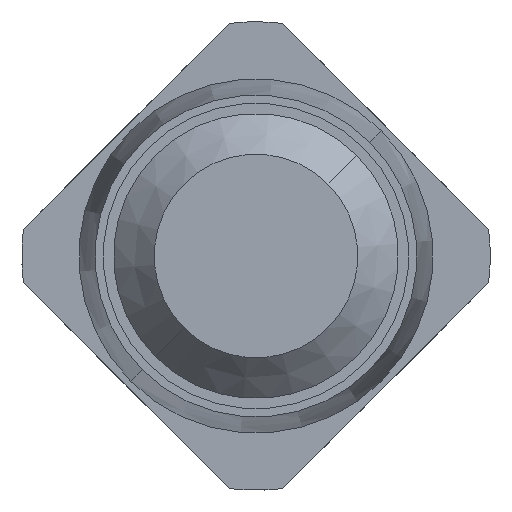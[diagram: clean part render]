
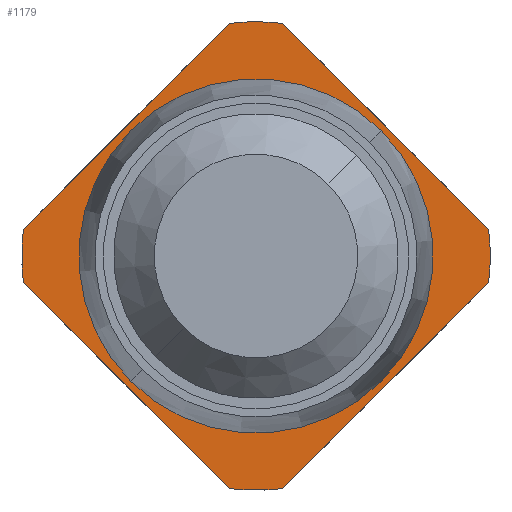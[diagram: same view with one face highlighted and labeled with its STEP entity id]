
A CAD part, front view. The second image highlights one B-rep face of the part: STEP entity #1179.
In plain terms, the highlighted planar face has unit normal (0, -1, 0).
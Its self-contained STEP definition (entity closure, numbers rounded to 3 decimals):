
#10 = FACE_BOUND ( 'NONE', #855, .T. ) ;
#22 = LINE ( 'NONE', #1301, #4335 ) ;
#118 = EDGE_CURVE ( 'Defeature ausgef�hrt4_22+Defeature ausgef�hrt4_14+Defeature ausgef�hrt4_13+Defeature ausgef�hrt4_11', #3492, #4860, #22, .T. ) ;
#233 = VECTOR ( 'NONE', #4159, 1000. ) ;
#255 = DIRECTION ( 'NONE',  ( 0., 1., 0. ) ) ;
#297 = CIRCLE ( 'NONE', #469, 0.575 ) ;
#330 = VERTEX_POINT ( 'NONE', #4556 ) ;
#357 = AXIS2_PLACEMENT_3D ( 'NONE', #1496, #255, #1878 ) ;
#469 = AXIS2_PLACEMENT_3D ( 'NONE', #4704, #3212, #1658 ) ;
#543 = LINE ( 'NONE', #3402, #233 ) ;
#642 = ORIENTED_EDGE ( 'NONE', *, *, #2789, .F. ) ;
#698 = ORIENTED_EDGE ( 'NONE', *, *, #2616, .F. ) ;
#745 = EDGE_CURVE ( 'Defeature ausgef�hrt4_12+Defeature ausgef�hrt4_14+Defeature ausgef�hrt4_24+Defeature ausgef�hrt4_23', #2900, #3854, #1280, .T. ) ;
#775 = CARTESIAN_POINT ( 'NONE',  ( 0.407, -2.9, -0.407 ) ) ;
#776 = DIRECTION ( 'NONE',  ( 0., 1., 0. ) ) ;
#855 = EDGE_LOOP ( 'NONE', ( #4144, #3541 ) ) ;
#885 = CARTESIAN_POINT ( 'NONE',  ( -0.571, -2.9, 0.065 ) ) ;
#942 = DIRECTION ( 'NONE',  ( 0.707, 0., 0.707 ) ) ;
#1109 = CARTESIAN_POINT ( 'NONE',  ( 0., -2.9, 0. ) ) ;
#1179 = ADVANCED_FACE ( 'Defeature ausgef�hrt4_14', ( #10, #2572 ), #4613, .F. ) ;
#1204 = CARTESIAN_POINT ( 'NONE',  ( 0., -2.9, 0. ) ) ;
#1226 = DIRECTION ( 'NONE',  ( 0.707, 0., 0.707 ) ) ;
#1280 = CIRCLE ( 'NONE', #3808, 0.575 ) ;
#1293 = ORIENTED_EDGE ( 'NONE', *, *, #4069, .F. ) ;
#1301 = CARTESIAN_POINT ( 'NONE',  ( 0.725, -2.9, -0.088 ) ) ;
#1392 = VERTEX_POINT ( 'NONE', #2858 ) ;
#1496 = CARTESIAN_POINT ( 'NONE',  ( 0., -2.9, 0. ) ) ;
#1534 = DIRECTION ( 'NONE',  ( 0.707, 0., 0.707 ) ) ;
#1658 = DIRECTION ( 'NONE',  ( 0.707, 0., 0.707 ) ) ;
#1666 = CARTESIAN_POINT ( 'NONE',  ( -0.065, -2.9, -0.571 ) ) ;
#1667 = EDGE_CURVE ( 'Defeature ausgef�hrt4_25+Defeature ausgef�hrt4_14+Defeature ausgef�hrt4_11+Defeature ausgef�hrt4_10', #4751, #330, #4724, .T. ) ;
#1801 = ORIENTED_EDGE ( 'NONE', *, *, #3328, .F. ) ;
#1804 = ORIENTED_EDGE ( 'NONE', *, *, #118, .F. ) ;
#1878 = DIRECTION ( 'NONE',  ( 0.707, 0., 0.707 ) ) ;
#1959 = DIRECTION ( 'NONE',  ( 0.707, 0., 0.707 ) ) ;
#2087 = DIRECTION ( 'NONE',  ( -0.707, 0., -0.707 ) ) ;
#2142 = CIRCLE ( 'NONE', #2853, 0.435 ) ;
#2196 = DIRECTION ( 'NONE',  ( 0.707, 0., 0.707 ) ) ;
#2248 = DIRECTION ( 'NONE',  ( 0., 1., 0. ) ) ;
#2250 = CARTESIAN_POINT ( 'NONE',  ( 0.571, -2.9, -0.065 ) ) ;
#2436 = DIRECTION ( 'NONE',  ( -0.707, 0., 0.707 ) ) ;
#2572 = FACE_OUTER_BOUND ( 'NONE', #3787, .T. ) ;
#2616 = EDGE_CURVE ( 'Defeature ausgef�hrt4_10+Defeature ausgef�hrt4_14+Defeature ausgef�hrt4_25+Defeature ausgef�hrt4_24', #330, #3302, #2870, .T. ) ;
#2709 = DIRECTION ( 'NONE',  ( 0., 1., 0. ) ) ;
#2733 = EDGE_CURVE ( 'Defeature ausgef�hrt4_14+Defeature ausgef�hrt4_19+Defeature ausgef�hrt4_19+Defeature ausgef�hrt4_19', #3050, #3427, #2142, .T. ) ;
#2735 = CIRCLE ( 'NONE', #3888, 0.575 ) ;
#2789 = EDGE_CURVE ( 'Defeature ausgef�hrt4_11+Defeature ausgef�hrt4_14+Defeature ausgef�hrt4_22+Defeature ausgef�hrt4_25', #4860, #4751, #297, .T. ) ;
#2814 = VECTOR ( 'NONE', #2087, 1000. ) ;
#2840 = CARTESIAN_POINT ( 'NONE',  ( 0., -2.9, 0. ) ) ;
#2853 = AXIS2_PLACEMENT_3D ( 'NONE', #1204, #776, #1226 ) ;
#2858 = CARTESIAN_POINT ( 'NONE',  ( -0.065, -2.9, 0.571 ) ) ;
#2870 = CIRCLE ( 'NONE', #357, 0.575 ) ;
#2882 = CARTESIAN_POINT ( 'NONE',  ( 0.065, -2.9, 0.571 ) ) ;
#2900 = VERTEX_POINT ( 'NONE', #4745 ) ;
#2994 = ORIENTED_EDGE ( 'NONE', *, *, #1667, .F. ) ;
#3050 = VERTEX_POINT ( 'NONE', #4121 ) ;
#3051 = CARTESIAN_POINT ( 'NONE',  ( 0.571, -2.9, 0.065 ) ) ;
#3123 = ORIENTED_EDGE ( 'NONE', *, *, #4737, .F. ) ;
#3212 = DIRECTION ( 'NONE',  ( 0., 1., 0. ) ) ;
#3221 = DIRECTION ( 'NONE',  ( 0., 1., 0. ) ) ;
#3302 = VERTEX_POINT ( 'NONE', #1666 ) ;
#3326 = ORIENTED_EDGE ( 'NONE', *, *, #745, .F. ) ;
#3328 = EDGE_CURVE ( 'Defeature ausgef�hrt4_24+Defeature ausgef�hrt4_14+Defeature ausgef�hrt4_10+Defeature ausgef�hrt4_12', #3302, #2900, #3459, .T. ) ;
#3402 = CARTESIAN_POINT ( 'NONE',  ( -0.318, -2.9, 0.318 ) ) ;
#3427 = VERTEX_POINT ( 'NONE', #4780 ) ;
#3459 = LINE ( 'NONE', #4712, #3817 ) ;
#3492 = VERTEX_POINT ( 'NONE', #2882 ) ;
#3541 = ORIENTED_EDGE ( 'NONE', *, *, #2733, .T. ) ;
#3787 = EDGE_LOOP ( 'NONE', ( #2994, #642, #1804, #3123, #1293, #3326, #1801, #698 ) ) ;
#3808 = AXIS2_PLACEMENT_3D ( 'NONE', #2840, #3221, #942 ) ;
#3817 = VECTOR ( 'NONE', #2436, 1000. ) ;
#3854 = VERTEX_POINT ( 'NONE', #885 ) ;
#3888 = AXIS2_PLACEMENT_3D ( 'NONE', #1109, #4517, #2196 ) ;
#3970 = DIRECTION ( 'NONE',  ( 0.707, 0., -0.707 ) ) ;
#4069 = EDGE_CURVE ( 'Defeature ausgef�hrt4_23+Defeature ausgef�hrt4_14+Defeature ausgef�hrt4_12+Defeature ausgef�hrt4_13', #3854, #1392, #543, .T. ) ;
#4121 = CARTESIAN_POINT ( 'NONE',  ( -0.308, -2.9, -0.308 ) ) ;
#4136 = AXIS2_PLACEMENT_3D ( 'NONE', #4271, #2709, #1959 ) ;
#4144 = ORIENTED_EDGE ( 'NONE', *, *, #4869, .T. ) ;
#4159 = DIRECTION ( 'NONE',  ( 0.707, 0., 0.707 ) ) ;
#4271 = CARTESIAN_POINT ( 'NONE',  ( 0., -2.9, 0. ) ) ;
#4335 = VECTOR ( 'NONE', #3970, 1000. ) ;
#4516 = AXIS2_PLACEMENT_3D ( 'NONE', #775, #2248, #1534 ) ;
#4517 = DIRECTION ( 'NONE',  ( 0., 1., 0. ) ) ;
#4556 = CARTESIAN_POINT ( 'NONE',  ( 0.065, -2.9, -0.571 ) ) ;
#4613 = PLANE ( 'NONE',  #4516 ) ;
#4704 = CARTESIAN_POINT ( 'NONE',  ( 0., -2.9, 0. ) ) ;
#4712 = CARTESIAN_POINT ( 'NONE',  ( 0.088, -2.9, -0.725 ) ) ;
#4724 = LINE ( 'NONE', #4739, #2814 ) ;
#4737 = EDGE_CURVE ( 'Defeature ausgef�hrt4_13+Defeature ausgef�hrt4_14+Defeature ausgef�hrt4_23+Defeature ausgef�hrt4_22', #1392, #3492, #2735, .T. ) ;
#4739 = CARTESIAN_POINT ( 'NONE',  ( 0.318, -2.9, -0.318 ) ) ;
#4745 = CARTESIAN_POINT ( 'NONE',  ( -0.571, -2.9, -0.065 ) ) ;
#4751 = VERTEX_POINT ( 'NONE', #2250 ) ;
#4780 = CARTESIAN_POINT ( 'NONE',  ( 0.308, -2.9, 0.308 ) ) ;
#4860 = VERTEX_POINT ( 'NONE', #3051 ) ;
#4869 = EDGE_CURVE ( 'Defeature ausgef�hrt4_14+Defeature ausgef�hrt4_19+Defeature ausgef�hrt4_19+Defeature ausgef�hrt4_19', #3427, #3050, #4939, .T. ) ;
#4939 = CIRCLE ( 'NONE', #4136, 0.435 ) ;
